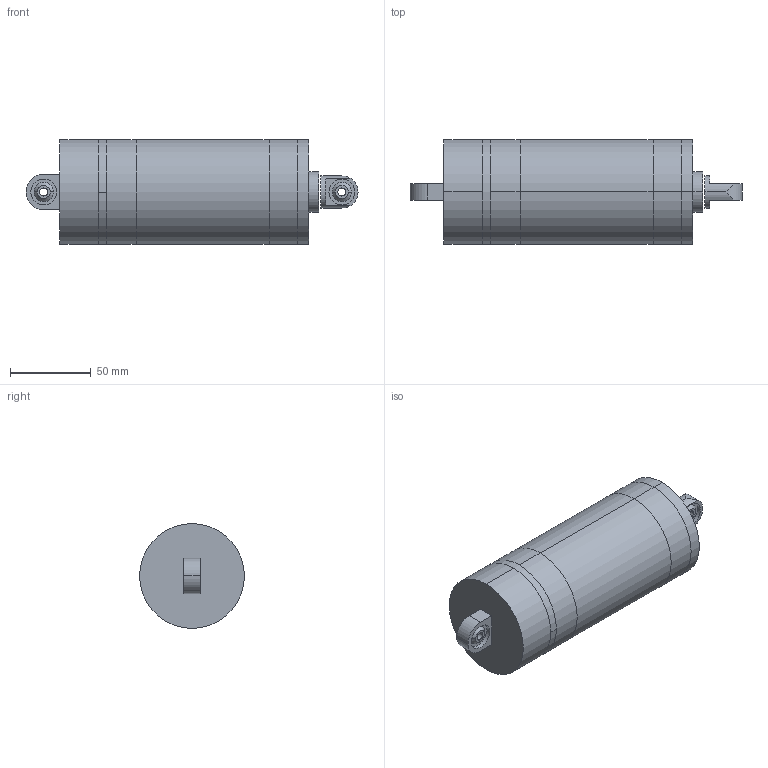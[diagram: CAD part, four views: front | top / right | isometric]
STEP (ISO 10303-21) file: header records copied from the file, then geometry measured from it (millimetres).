
FILE_DESCRIPTION (( 'STEP AP203' ), '1' );
FILE_NAME ('A-79822rev.H 俋倛芞 SEA801-XXX.STEP', '2023-12-11T03:44:07', ( '' ), ( '' ), 'SwSTEP 2.0', 'SolidWorks 2016', '' );
FILE_SCHEMA (( 'CONFIG_CONTROL_DESIGN' ));
Length unit declared in the file: millimetre
Products named in the file (1): A-79822rev.H 俋倛芞 SEA801-XXX
Bounding box: 206 x 65 x 65 mm (x, y, z)
Surface area: 56188.1 mm2 (no closed solid volume)
Topology: 0 solids, 9 shells, 64 faces, 180 edges, 134 vertices
Faces by surface type: cylinder 28, plane 28, cone 8
Entity records: 2265 total; most frequent: DIRECTION 432, CARTESIAN_POINT 391, ORIENTED_EDGE 302, AXIS2_PLACEMENT_3D 191, EDGE_CURVE 180, VERTEX_POINT 134, CIRCLE 126, EDGE_LOOP 96
